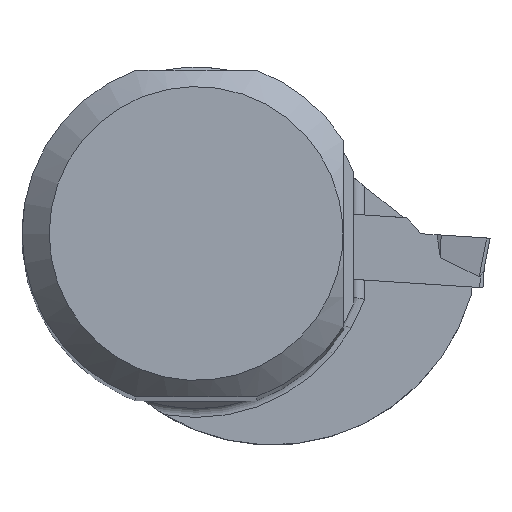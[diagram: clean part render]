
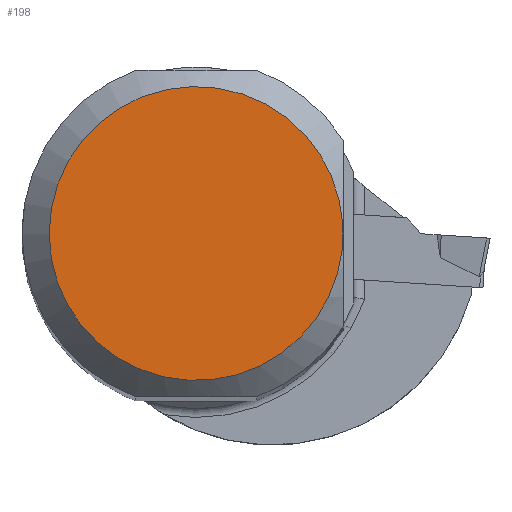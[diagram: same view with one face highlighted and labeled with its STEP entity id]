
A CAD part, top view. The second image highlights one B-rep face of the part: STEP entity #198.
In plain terms, the highlighted planar face has unit normal (0, 0, 1).
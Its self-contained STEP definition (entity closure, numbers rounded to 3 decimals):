
#131=PLANE('',#1866);
#198=ADVANCED_FACE('TB_BL_N10_SU6',(#316),#131,.T.);
#316=FACE_OUTER_BOUND('',#405,.T.);
#405=EDGE_LOOP('',(#996));
#505=CIRCLE('',#1862,13.5);
#996=ORIENTED_EDGE('',*,*,#1578,.T.);
#1383=VERTEX_POINT('',#2872);
#1578=EDGE_CURVE('',#1383,#1383,#505,.T.);
#1862=AXIS2_PLACEMENT_3D('',#2871,#2154,#2155);
#1866=AXIS2_PLACEMENT_3D('',#2912,#2162,#2163);
#2154=DIRECTION('',(0.,0.,1.));
#2155=DIRECTION('',(-1.,0.,0.));
#2162=DIRECTION('',(0.,0.,1.));
#2163=DIRECTION('',(-1.,0.,0.));
#2871=CARTESIAN_POINT('',(0.,0.,0.));
#2872=CARTESIAN_POINT('',(-13.5,0.,0.));
#2912=CARTESIAN_POINT('',(0.,0.,0.));
